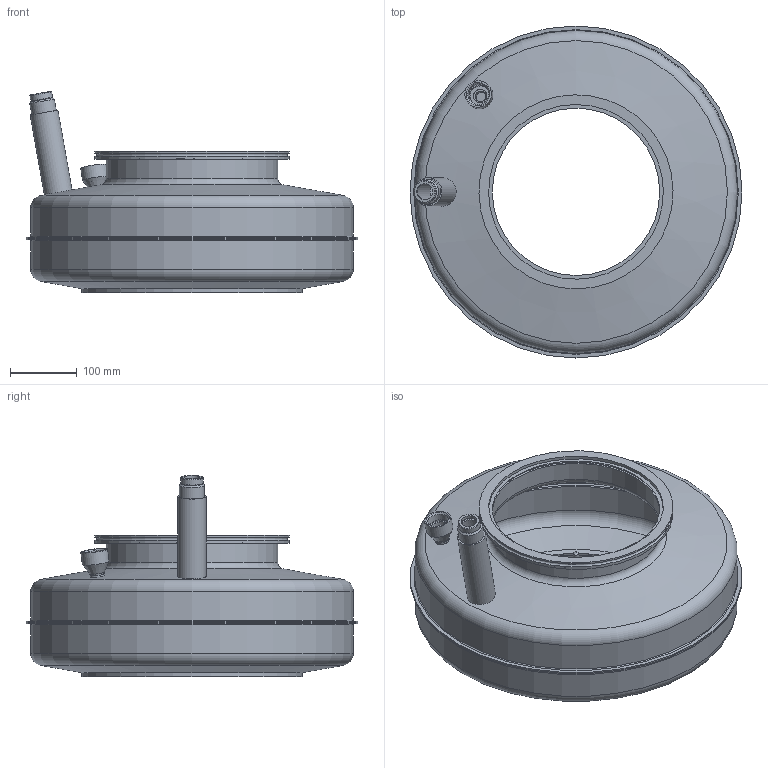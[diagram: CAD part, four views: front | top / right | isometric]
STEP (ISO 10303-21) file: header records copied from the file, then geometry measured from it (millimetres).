
FILE_DESCRIPTION(('STEP AP242'), '1');
FILE_NAME('櫻蠉錪', '2023-06-29T07:00:29', (''), (''), 'C3D Converter', 'C3D Toolkit', '');
FILE_SCHEMA(('AP242_MANAGED_MODEL_BASED_3D_ENGINEERING_MIM_LF { 1 0 10303 442 1 1 4 }'));
Length unit declared in the file: millimetre
Bounding box: 496 x 496 x 300.64 mm (x, y, z)
Surface area: 625629.5 mm2 (no closed solid volume)
Topology: 0 solids, 33 shells, 697 faces, 3451 edges, 2794 vertices
Faces by surface type: plane 393, cylinder 263, cone 33, torus 8
Full cylindrical faces by diameter (mm): 8.376 x12, 16 x1, 20.5 x1, 21 x1, 21.5 x1, 24 x1, 30 x1, 31.376 x1, 33 x1, 33.7 x1, 37.5 x1, 38 x1, 40.053 x1, 42 x1, 256 x1, 257 x1, 261 x2, 274 x1, 286 x1, 290 x2, 330 x2, 482 x2, 496 x2
Entity records: 44835 total; most frequent: CARTESIAN_POINT 23334, ORIENTED_EDGE 4336, EDGE_CURVE 3359, DIRECTION 3171, VERTEX_POINT 2782, B_SPLINE_CURVE_WITH_KNOTS 1172, LINE 1085, VECTOR 1085
